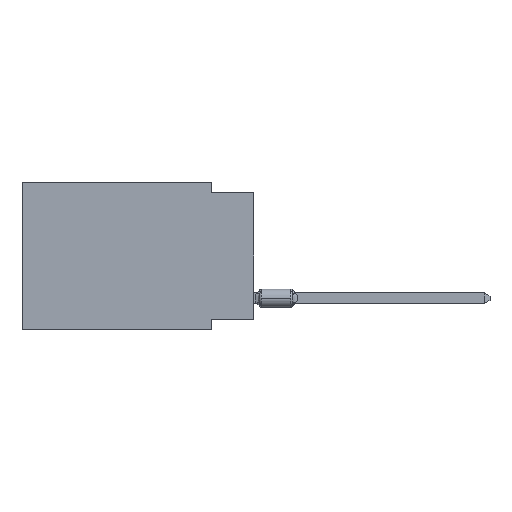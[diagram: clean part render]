
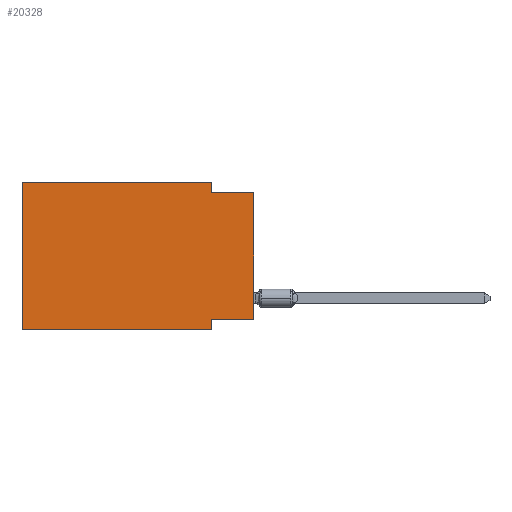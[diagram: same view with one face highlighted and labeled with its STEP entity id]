
A CAD part, left-side view. The second image highlights one B-rep face of the part: STEP entity #20328.
In plain terms, the highlighted planar face has unit normal (-1, 0, 0).
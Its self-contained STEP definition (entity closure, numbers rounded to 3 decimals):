
#28 = ORIENTED_EDGE ( 'NONE', *, *, #18892, .F. ) ;
#254 = CARTESIAN_POINT ( 'NONE',  ( 0., 2.54, -8.89 ) ) ;
#1085 = DIRECTION ( 'NONE',  ( 0., 0., 1. ) ) ;
#1424 = LINE ( 'NONE', #8305, #16498 ) ;
#1674 = LINE ( 'NONE', #18985, #6793 ) ;
#2767 = FACE_OUTER_BOUND ( 'NONE', #16400, .T. ) ;
#2923 = LINE ( 'NONE', #15028, #13316 ) ;
#3702 = CARTESIAN_POINT ( 'NONE',  ( 0., 13.97, 0. ) ) ;
#4523 = EDGE_CURVE ( 'NONE', #11718, #5609, #9730, .T. ) ;
#4907 = DIRECTION ( 'NONE',  ( 0., 0., -1. ) ) ;
#5267 = VECTOR ( 'NONE', #20041, 1000. ) ;
#5393 = DIRECTION ( 'NONE',  ( 0., -1., 0. ) ) ;
#5477 = ORIENTED_EDGE ( 'NONE', *, *, #7577, .F. ) ;
#5571 = CARTESIAN_POINT ( 'NONE',  ( 0., 13.97, 0. ) ) ;
#5609 = VERTEX_POINT ( 'NONE', #15972 ) ;
#5808 = DIRECTION ( 'NONE',  ( 1., 0., 0. ) ) ;
#6210 = CARTESIAN_POINT ( 'NONE',  ( 0., 2.54, -8.255 ) ) ;
#6294 = VECTOR ( 'NONE', #15425, 1000. ) ;
#6494 = ORIENTED_EDGE ( 'NONE', *, *, #21360, .F. ) ;
#6793 = VECTOR ( 'NONE', #5393, 1000. ) ;
#7577 = EDGE_CURVE ( 'NONE', #15091, #21583, #9051, .T. ) ;
#7590 = ORIENTED_EDGE ( 'NONE', *, *, #8184, .F. ) ;
#8184 = EDGE_CURVE ( 'NONE', #15690, #21724, #19558, .T. ) ;
#8288 = ORIENTED_EDGE ( 'NONE', *, *, #14989, .T. ) ;
#8305 = CARTESIAN_POINT ( 'NONE',  ( 0., 2.54, 0. ) ) ;
#8341 = EDGE_CURVE ( 'NONE', #11718, #15690, #2923, .T. ) ;
#8945 = AXIS2_PLACEMENT_3D ( 'NONE', #21329, #5808, #14530 ) ;
#9051 = LINE ( 'NONE', #10644, #16549 ) ;
#9533 = PLANE ( 'NONE',  #8945 ) ;
#9730 = LINE ( 'NONE', #13133, #5267 ) ;
#10644 = CARTESIAN_POINT ( 'NONE',  ( 0., 13.97, 0. ) ) ;
#11112 = VERTEX_POINT ( 'NONE', #17427 ) ;
#11718 = VERTEX_POINT ( 'NONE', #21258 ) ;
#12017 = CARTESIAN_POINT ( 'NONE',  ( 0., 2.54, 0. ) ) ;
#12976 = ORIENTED_EDGE ( 'NONE', *, *, #14712, .F. ) ;
#13133 = CARTESIAN_POINT ( 'NONE',  ( 0., 0., 0. ) ) ;
#13316 = VECTOR ( 'NONE', #20234, 1000. ) ;
#13508 = VECTOR ( 'NONE', #1085, 1000. ) ;
#13848 = ORIENTED_EDGE ( 'NONE', *, *, #8341, .F. ) ;
#13912 = ORIENTED_EDGE ( 'NONE', *, *, #4523, .T. ) ;
#13926 = DIRECTION ( 'NONE',  ( 0., -1., 0. ) ) ;
#14167 = VERTEX_POINT ( 'NONE', #20251 ) ;
#14358 = DIRECTION ( 'NONE',  ( 0., 0., -1. ) ) ;
#14530 = DIRECTION ( 'NONE',  ( 0., 0., -1. ) ) ;
#14712 = EDGE_CURVE ( 'NONE', #14167, #15091, #19328, .T. ) ;
#14989 = EDGE_CURVE ( 'NONE', #14167, #21724, #15532, .T. ) ;
#15028 = CARTESIAN_POINT ( 'NONE',  ( 0., 0., -8.255 ) ) ;
#15091 = VERTEX_POINT ( 'NONE', #5571 ) ;
#15425 = DIRECTION ( 'NONE',  ( 0., -1., 0. ) ) ;
#15532 = LINE ( 'NONE', #17241, #6294 ) ;
#15690 = VERTEX_POINT ( 'NONE', #6210 ) ;
#15972 = CARTESIAN_POINT ( 'NONE',  ( 0., 0., -0.635 ) ) ;
#16287 = CARTESIAN_POINT ( 'NONE',  ( 0., 2.54, -8.89 ) ) ;
#16400 = EDGE_LOOP ( 'NONE', ( #13912, #6494, #28, #5477, #12976, #8288, #7590, #13848 ) ) ;
#16498 = VECTOR ( 'NONE', #4907, 1000. ) ;
#16549 = VECTOR ( 'NONE', #13926, 1000. ) ;
#17241 = CARTESIAN_POINT ( 'NONE',  ( 0., 13.97, -8.89 ) ) ;
#17427 = CARTESIAN_POINT ( 'NONE',  ( 0., 2.54, -0.635 ) ) ;
#18892 = EDGE_CURVE ( 'NONE', #21583, #11112, #1424, .T. ) ;
#18985 = CARTESIAN_POINT ( 'NONE',  ( 0., 0., -0.635 ) ) ;
#19328 = LINE ( 'NONE', #3702, #13508 ) ;
#19558 = LINE ( 'NONE', #16287, #20180 ) ;
#20041 = DIRECTION ( 'NONE',  ( 0., 0., 1. ) ) ;
#20180 = VECTOR ( 'NONE', #14358, 1000. ) ;
#20234 = DIRECTION ( 'NONE',  ( 0., 1., 0. ) ) ;
#20251 = CARTESIAN_POINT ( 'NONE',  ( 0., 13.97, -8.89 ) ) ;
#20328 = ADVANCED_FACE ( 'NONE', ( #2767 ), #9533, .F. ) ;
#21258 = CARTESIAN_POINT ( 'NONE',  ( 0., 0., -8.255 ) ) ;
#21329 = CARTESIAN_POINT ( 'NONE',  ( 0., 13.97, 0. ) ) ;
#21360 = EDGE_CURVE ( 'NONE', #11112, #5609, #1674, .T. ) ;
#21583 = VERTEX_POINT ( 'NONE', #12017 ) ;
#21724 = VERTEX_POINT ( 'NONE', #254 ) ;
